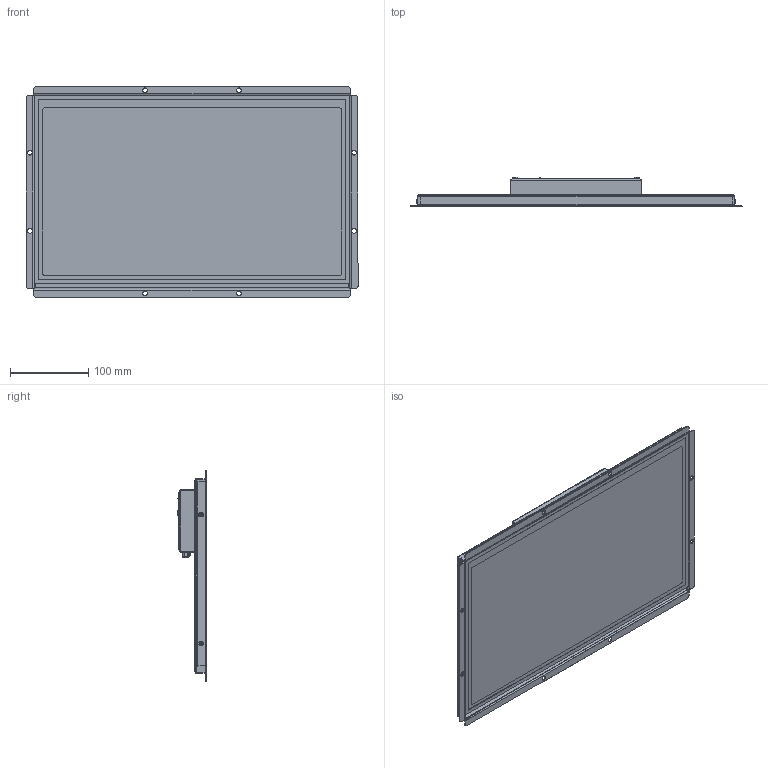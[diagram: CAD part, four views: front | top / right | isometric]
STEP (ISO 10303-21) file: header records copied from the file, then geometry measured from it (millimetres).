
FILE_DESCRIPTION(/* description */ ('TFT17,3 Zoll 16_9 Rev.1.0'),/* implementation_level */ '2;1');
FILE_NAME(/* name */ '20000023 TFT17,3 Zoll 16_9 Rev.1.0.stp',/* time_stamp */ '2019-08-21T10:14:50+02:00',/* author */ ('Uwe Kosiol'),/* organization */ (''),/* preprocessor_version */ 'ST-DEVELOPER v17.2',/* originating_system */ 'Autodesk Inventor 2019',/* authorisation */ '');
FILE_SCHEMA (('AUTOMOTIVE_DESIGN { 1 0 10303 214 3 1 1 }'));
Products named in the file (13): 20000023; 00000059; 00000010; 00003236; 00003463; 00003287 ; 00000068; 00000075; ANSI B18.3.4M - M3 x 0.5 x 6; 00003224; 40000009; 00003223 ; ANSI B18.3.4M - M3 x 0.5 x 4
Assembly tree (30 placements, depth 2):
  20000023
    00000059
    00000010
    00003236
    00003463
    00003287 
    00000068
    00000075
    00003224  x8
    ANSI B18.3.4M - M3 x 0.5 x 6  x6
    ANSI B18.3.4M - M3 x 0.5 x 4  x7
    40000009
    00003223 
Bounding box: 425 x 37.65 x 269.5 mm (x, y, z)
Volume: 1247008.2 mm3; surface area: 563946.4 mm2
Topology: 74 solids, 74 shells, 2106 faces, 5382 edges, 3583 vertices
Faces by surface type: plane 1272, cylinder 517, bspline 149, cone 102, torus 57, sphere 9
Full cylindrical faces by diameter (mm): 0.5 x48, 0.8 x15, 1 x2, 1.5 x1, 2.459 x15, 2.5 x2, 2.8 x2, 2.9 x1, 3 x16, 3.2 x10, 3.242 x2, 3.3 x2, 3.5 x6, 4.5 x2, 5.41 x9, 5.42 x9, 5.7 x13, 6 x9, 8 x2
Entity records: 60506 total; most frequent: CARTESIAN_POINT 13132, ORIENTED_EDGE 9436, DIRECTION 9249, EDGE_CURVE 4718, LINE 3139, VECTOR 3139, VERTEX_POINT 3138, AXIS2_PLACEMENT_3D 3055
